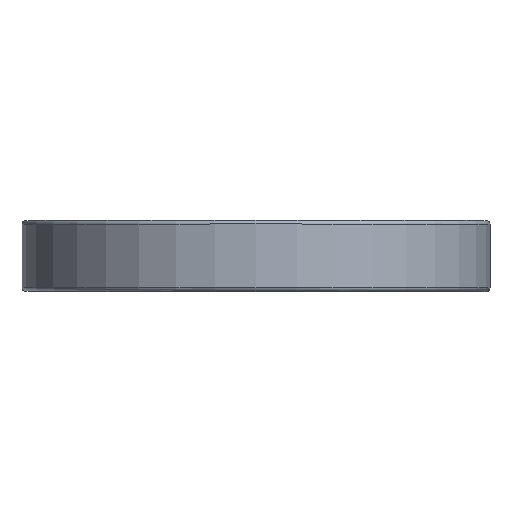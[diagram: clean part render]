
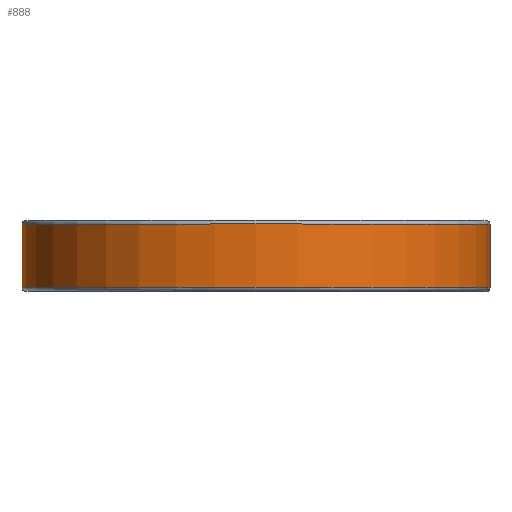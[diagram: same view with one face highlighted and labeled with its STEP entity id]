
A CAD part, top view. The second image highlights one B-rep face of the part: STEP entity #888.
In plain terms, the highlighted cylindrical face has radius 47.257 mm (diameter 94.513 mm), a partial arc.
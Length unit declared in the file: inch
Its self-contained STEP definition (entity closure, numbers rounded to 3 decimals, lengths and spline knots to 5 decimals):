
#117 = CARTESIAN_POINT ( 'NONE',  ( 0., -0.25125, -1.8605 ) ) ;
#162 = CARTESIAN_POINT ( 'NONE',  ( 0., 0.25125, 0. ) ) ;
#177 = DIRECTION ( 'NONE',  ( 0., -1., 0. ) ) ;
#195 = DIRECTION ( 'NONE',  ( 0., 0., -1. ) ) ;
#206 = VERTEX_POINT ( 'NONE', #585 ) ;
#277 = EDGE_CURVE ( 'NONE', #375, #544, #1752, .T. ) ;
#288 = VECTOR ( 'NONE', #478, 39.37008 ) ;
#355 = EDGE_CURVE ( 'NONE', #1690, #544, #946, .T. ) ;
#375 = VERTEX_POINT ( 'NONE', #117 ) ;
#403 = ORIENTED_EDGE ( 'NONE', *, *, #1635, .T. ) ;
#478 = DIRECTION ( 'NONE',  ( 0., 1., 0. ) ) ;
#544 = VERTEX_POINT ( 'NONE', #1666 ) ;
#572 = DIRECTION ( 'NONE',  ( 0., 1., 0. ) ) ;
#585 = CARTESIAN_POINT ( 'NONE',  ( 1.8605, -0.25125, 0. ) ) ;
#612 = EDGE_CURVE ( 'NONE', #206, #375, #2427, .T. ) ;
#632 = ORIENTED_EDGE ( 'NONE', *, *, #355, .T. ) ;
#783 = ORIENTED_EDGE ( 'NONE', *, *, #612, .F. ) ;
#888 = ADVANCED_FACE ( 'NONE', ( #2243 ), #1986, .T. ) ;
#946 = CIRCLE ( 'NONE', #970, 1.8605 ) ;
#970 = AXIS2_PLACEMENT_3D ( 'NONE', #162, #177, #195 ) ;
#1174 = DIRECTION ( 'NONE',  ( 0., 0., -1. ) ) ;
#1201 = ORIENTED_EDGE ( 'NONE', *, *, #277, .F. ) ;
#1230 = CARTESIAN_POINT ( 'NONE',  ( 0., -0.25125, 0. ) ) ;
#1420 = AXIS2_PLACEMENT_3D ( 'NONE', #1230, #2317, #2037 ) ;
#1555 = CARTESIAN_POINT ( 'NONE',  ( 0., 0.25, 0. ) ) ;
#1635 = EDGE_CURVE ( 'NONE', #206, #1690, #2179, .T. ) ;
#1648 = VECTOR ( 'NONE', #572, 39.37008 ) ;
#1666 = CARTESIAN_POINT ( 'NONE',  ( 0., 0.25125, -1.8605 ) ) ;
#1690 = VERTEX_POINT ( 'NONE', #2113 ) ;
#1752 = LINE ( 'NONE', #1902, #288 ) ;
#1902 = CARTESIAN_POINT ( 'NONE',  ( 0., 0.25125, -1.8605 ) ) ;
#1912 = CARTESIAN_POINT ( 'NONE',  ( 1.8605, 0.25125, 0. ) ) ;
#1973 = EDGE_LOOP ( 'NONE', ( #403, #632, #1201, #783 ) ) ;
#1986 = CYLINDRICAL_SURFACE ( 'NONE', #2127, 1.8605 ) ;
#2037 = DIRECTION ( 'NONE',  ( 0., 0., -1. ) ) ;
#2113 = CARTESIAN_POINT ( 'NONE',  ( 1.8605, 0.25125, 0. ) ) ;
#2127 = AXIS2_PLACEMENT_3D ( 'NONE', #1555, #2345, #1174 ) ;
#2179 = LINE ( 'NONE', #1912, #1648 ) ;
#2243 = FACE_OUTER_BOUND ( 'NONE', #1973, .T. ) ;
#2317 = DIRECTION ( 'NONE',  ( 0., -1., 0. ) ) ;
#2345 = DIRECTION ( 'NONE',  ( 0., -1., 0. ) ) ;
#2427 = CIRCLE ( 'NONE', #1420, 1.8605 ) ;
